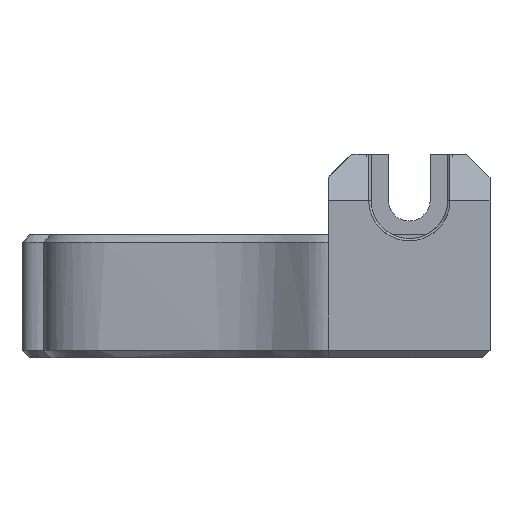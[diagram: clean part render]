
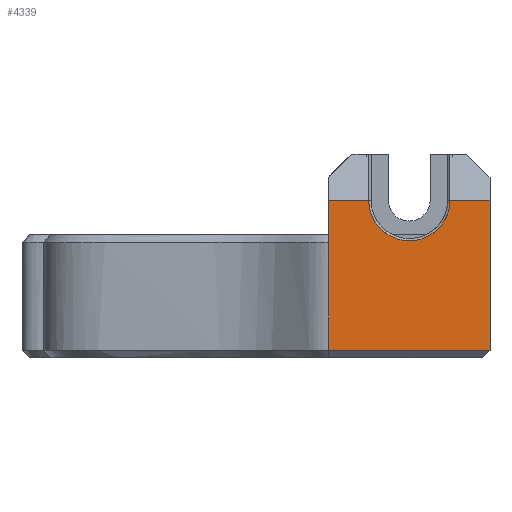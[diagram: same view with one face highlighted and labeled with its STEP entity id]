
A CAD part, front view. The second image highlights one B-rep face of the part: STEP entity #4339.
In plain terms, the highlighted planar face has unit normal (0, -1, 0).
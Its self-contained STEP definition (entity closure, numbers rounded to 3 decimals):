
#206=CIRCLE('',#4655,5.275);
#398=FACE_OUTER_BOUND('',#635,.T.);
#635=EDGE_LOOP('',(#3367,#3368,#3369,#3370,#3371,#3372,#3373));
#1053=LINE('',#6883,#1513);
#1055=LINE('',#6887,#1515);
#1060=LINE('',#6899,#1520);
#1061=LINE('',#6901,#1521);
#1062=LINE('',#6903,#1522);
#1063=LINE('',#6904,#1523);
#1513=VECTOR('',#5503,10.);
#1515=VECTOR('',#5507,10.);
#1520=VECTOR('',#5516,10.);
#1521=VECTOR('',#5517,10.);
#1522=VECTOR('',#5518,10.);
#1523=VECTOR('',#5519,10.);
#1945=VERTEX_POINT('',#6880);
#1946=VERTEX_POINT('',#6882);
#1947=VERTEX_POINT('',#6886);
#1951=VERTEX_POINT('',#6896);
#1952=VERTEX_POINT('',#6898);
#1953=VERTEX_POINT('',#6900);
#1954=VERTEX_POINT('',#6902);
#2465=EDGE_CURVE('',#1945,#1946,#1053,.T.);
#2467=EDGE_CURVE('',#1947,#1946,#1055,.T.);
#2472=EDGE_CURVE('',#1945,#1951,#206,.T.);
#2473=EDGE_CURVE('',#1952,#1951,#1060,.T.);
#2474=EDGE_CURVE('',#1953,#1952,#1061,.T.);
#2475=EDGE_CURVE('',#1954,#1953,#1062,.T.);
#2476=EDGE_CURVE('',#1947,#1954,#1063,.T.);
#3367=ORIENTED_EDGE('',*,*,#2465,.F.);
#3368=ORIENTED_EDGE('',*,*,#2472,.T.);
#3369=ORIENTED_EDGE('',*,*,#2473,.F.);
#3370=ORIENTED_EDGE('',*,*,#2474,.F.);
#3371=ORIENTED_EDGE('',*,*,#2475,.F.);
#3372=ORIENTED_EDGE('',*,*,#2476,.F.);
#3373=ORIENTED_EDGE('',*,*,#2467,.T.);
#4160=PLANE('',#4654);
#4339=ADVANCED_FACE('',(#398),#4160,.T.);
#4654=AXIS2_PLACEMENT_3D('',#6895,#5512,#5513);
#4655=AXIS2_PLACEMENT_3D('',#6897,#5514,#5515);
#5503=DIRECTION('',(1.,0.,0.));
#5507=DIRECTION('',(0.,0.,1.));
#5512=DIRECTION('center_axis',(0.,-1.,0.));
#5513=DIRECTION('ref_axis',(1.,0.,0.));
#5514=DIRECTION('center_axis',(0.,1.,0.));
#5515=DIRECTION('ref_axis',(1.,0.,0.));
#5516=DIRECTION('',(1.,0.,0.));
#5517=DIRECTION('',(0.,0.,1.));
#5518=DIRECTION('',(0.,0.,1.));
#5519=DIRECTION('',(-1.,0.,0.));
#6880=CARTESIAN_POINT('',(26.805,-15.5,20.471));
#6882=CARTESIAN_POINT('',(32.,-15.5,20.471));
#6883=CARTESIAN_POINT('',(16.294,-15.5,20.471));
#6886=CARTESIAN_POINT('',(32.,-15.5,1.));
#6887=CARTESIAN_POINT('',(32.,-15.5,0.));
#6895=CARTESIAN_POINT('Origin',(11.059,-15.5,0.));
#6896=CARTESIAN_POINT('',(16.255,-15.5,20.471));
#6897=CARTESIAN_POINT('Origin',(21.53,-15.5,20.471));
#6898=CARTESIAN_POINT('',(11.059,-15.5,20.471));
#6899=CARTESIAN_POINT('',(16.294,-15.5,20.471));
#6900=CARTESIAN_POINT('',(11.059,-15.5,15.));
#6901=CARTESIAN_POINT('',(11.059,-15.5,0.));
#6902=CARTESIAN_POINT('',(11.059,-15.5,1.));
#6903=CARTESIAN_POINT('',(11.059,-15.5,0.));
#6904=CARTESIAN_POINT('',(11.047,-15.5,1.));
